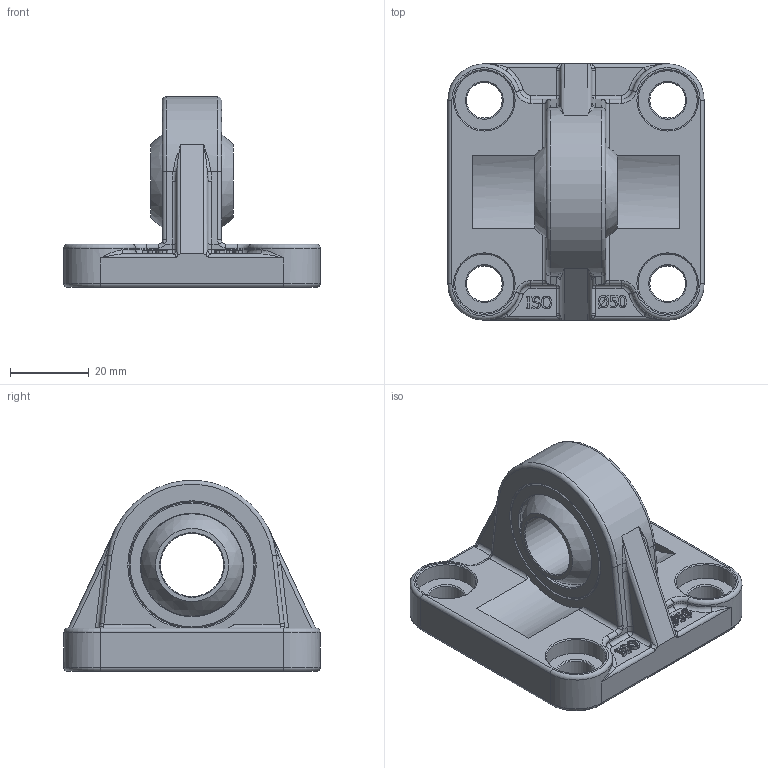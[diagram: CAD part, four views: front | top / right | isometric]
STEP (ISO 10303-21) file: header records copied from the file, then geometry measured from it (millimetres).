
FILE_DESCRIPTION((''),'2;1');
FILE_NAME('CMSI050.stp','2015-01-27T16:22:49',('carlo.corazza'),(''),'Autodesk Inventor 2012','Autodesk Inventor 2012','');
FILE_SCHEMA(('AUTOMOTIVE_DESIGN { 1 0 10303 214 1 1 1 1 }'));
Length unit declared in the file: millimetre
Products named in the file (1): CMSI050
Bounding box: 65 x 65 x 48.42 mm (x, y, z)
Volume: 52922.3 mm3; surface area: 17769.2 mm2
Topology: 1 solids, 1 shells, 289 faces, 709 edges, 434 vertices
Faces by surface type: bspline 91, plane 79, cylinder 65, torus 27, cone 21, sphere 6
Full cylindrical faces by diameter (mm): 9 x4, 15 x4, 16 x1, 26 x2, 40 x1
Entity records: 9917 total; most frequent: CARTESIAN_POINT 3454, ORIENTED_EDGE 1324, DIRECTION 1080, EDGE_CURVE 662, VERTEX_POINT 430, AXIS2_PLACEMENT_3D 401, EDGE_LOOP 354, STYLED_ITEM 290
